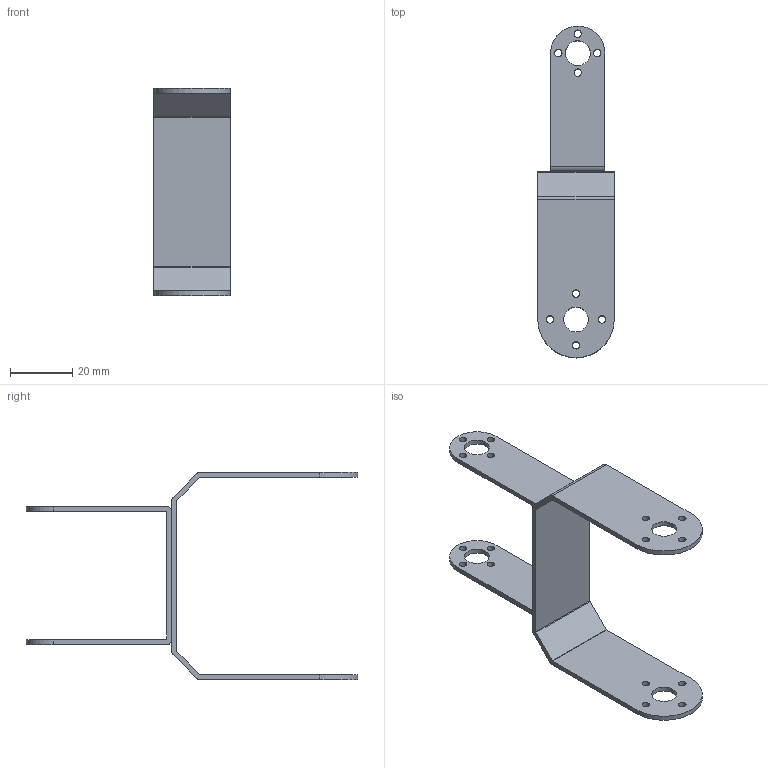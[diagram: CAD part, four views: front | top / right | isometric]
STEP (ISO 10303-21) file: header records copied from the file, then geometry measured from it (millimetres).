
FILE_DESCRIPTION (( 'STEP AP214' ), '1' );
FILE_NAME ('Link2.STEP', '2023-10-17T15:59:26', ( '' ), ( '' ), 'SwSTEP 2.0', 'SolidWorks 2023', '' );
FILE_SCHEMA (( 'AUTOMOTIVE_DESIGN' ));
Length unit declared in the file: millimetre
Products named in the file (3): Link2; asb-303; asb-202
Assembly tree (2 placements, depth 2):
  Link2
    asb-202
    asb-303
Bounding box: 24.61 x 106.76 x 66.67 mm (x, y, z)
Volume: 9574.3 mm3; surface area: 13647.3 mm2
Topology: 2 solids, 2 shells, 92 faces, 264 edges, 176 vertices
Faces by surface type: cylinder 68, plane 24
Entity records: 3272 total; most frequent: DIRECTION 594, CARTESIAN_POINT 537, ORIENTED_EDGE 528, EDGE_CURVE 264, AXIS2_PLACEMENT_3D 233, VERTEX_POINT 176, EDGE_LOOP 142, CIRCLE 136
